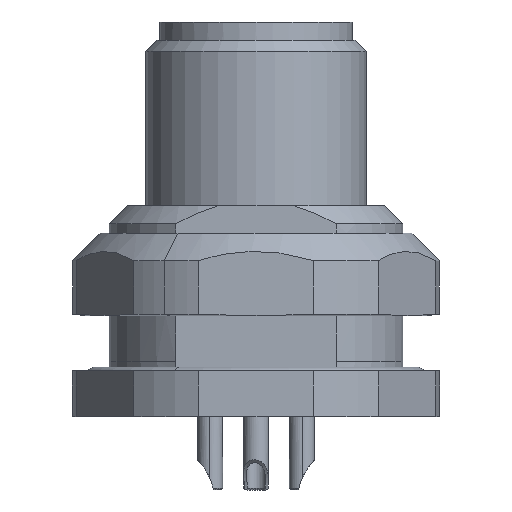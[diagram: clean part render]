
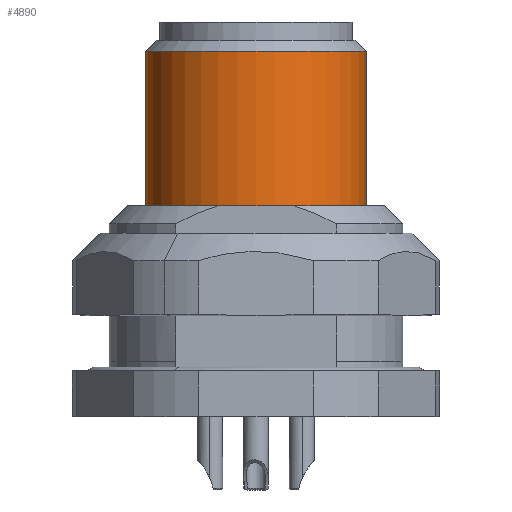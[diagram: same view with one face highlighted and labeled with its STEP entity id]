
A CAD part, left-side view. The second image highlights one B-rep face of the part: STEP entity #4890.
In plain terms, the highlighted cylindrical face has radius 6 mm (diameter 12 mm), a partial arc.
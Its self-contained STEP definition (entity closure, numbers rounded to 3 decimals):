
#4273=AXIS2_PLACEMENT_3D('Circle Axis2P3D',#4271,#4272,$) ;
#4863=AXIS2_PLACEMENT_3D('Cylinder Axis2P3D',#4860,#4861,#4862) ;
#4874=AXIS2_PLACEMENT_3D('Circle Axis2P3D',#4872,#4873,$) ;
#4271=CARTESIAN_POINT('Axis2P3D Location',(9.5,10.,15.5)) ;
#4275=CARTESIAN_POINT('Vertex',(9.5,16.,15.5)) ;
#4277=CARTESIAN_POINT('Vertex',(9.5,4.,15.5)) ;
#4860=CARTESIAN_POINT('Axis2P3D Location',(9.5,10.,20.)) ;
#4865=CARTESIAN_POINT('Line Origine',(9.5,4.,20.)) ;
#4869=CARTESIAN_POINT('Vertex',(9.5,4.,23.9)) ;
#4872=CARTESIAN_POINT('Axis2P3D Location',(9.5,10.,23.9)) ;
#4876=CARTESIAN_POINT('Vertex',(9.5,16.,23.9)) ;
#4879=CARTESIAN_POINT('Line Origine',(9.5,16.,20.)) ;
#4272=DIRECTION('Axis2P3D Direction',(0.,0.,1.)) ;
#4861=DIRECTION('Axis2P3D Direction',(0.,0.,1.)) ;
#4862=DIRECTION('Axis2P3D XDirection',(0.,1.,0.)) ;
#4866=DIRECTION('Vector Direction',(0.,0.,1.)) ;
#4873=DIRECTION('Axis2P3D Direction',(0.,0.,1.)) ;
#4880=DIRECTION('Vector Direction',(0.,0.,1.)) ;
#4867=VECTOR('Line Direction',#4866,1.) ;
#4881=VECTOR('Line Direction',#4880,1.) ;
#4885=ORIENTED_EDGE('',*,*,#4871,.F.) ;
#4886=ORIENTED_EDGE('',*,*,#4878,.F.) ;
#4887=ORIENTED_EDGE('',*,*,#4883,.F.) ;
#4888=ORIENTED_EDGE('',*,*,#4279,.T.) ;
#4890=ADVANCED_FACE('Hauptk\X2\00F6\X0\rper',(#4889),#4864,.T.) ;
#4274=CIRCLE('generated circle',#4273,6.) ;
#4875=CIRCLE('generated circle',#4874,6.) ;
#4864=CYLINDRICAL_SURFACE('generated cylinder',#4863,6.) ;
#4279=EDGE_CURVE('',#4276,#4278,#4274,.T.) ;
#4871=EDGE_CURVE('',#4870,#4278,#4868,.F.) ;
#4878=EDGE_CURVE('',#4877,#4870,#4875,.T.) ;
#4883=EDGE_CURVE('',#4276,#4877,#4882,.T.) ;
#4884=EDGE_LOOP('',(#4885,#4886,#4887,#4888)) ;
#4889=FACE_OUTER_BOUND('',#4884,.T.) ;
#4868=LINE('Line',#4865,#4867) ;
#4882=LINE('Line',#4879,#4881) ;
#4276=VERTEX_POINT('',#4275) ;
#4278=VERTEX_POINT('',#4277) ;
#4870=VERTEX_POINT('',#4869) ;
#4877=VERTEX_POINT('',#4876) ;
